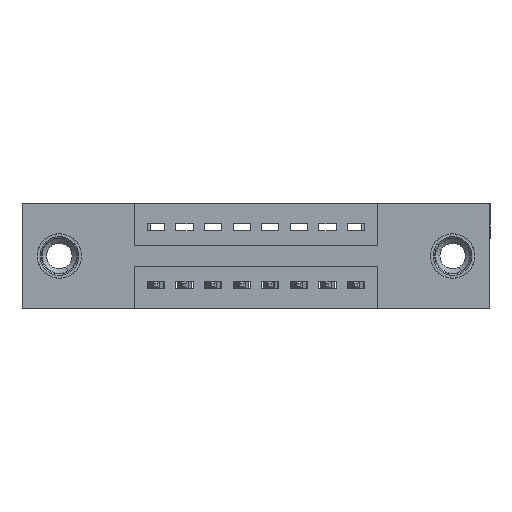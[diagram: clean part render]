
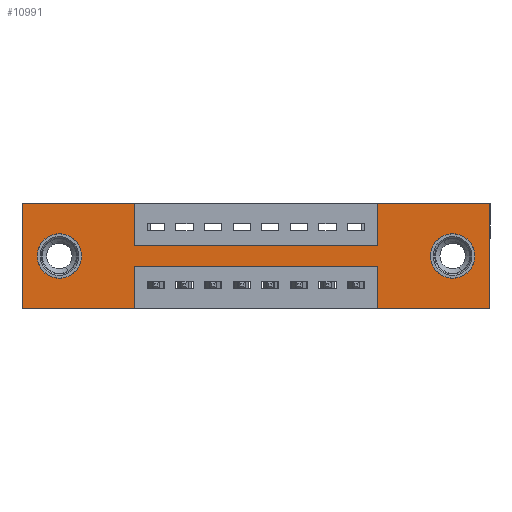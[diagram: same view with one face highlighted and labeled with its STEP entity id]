
A CAD part, front view. The second image highlights one B-rep face of the part: STEP entity #10991.
In plain terms, the highlighted planar face has unit normal (0, -1, 0).
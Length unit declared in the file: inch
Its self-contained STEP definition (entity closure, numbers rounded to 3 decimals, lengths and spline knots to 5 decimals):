
#14 = VERTEX_POINT ( 'NONE', #4855 ) ;
#54 = LINE ( 'NONE', #10287, #10533 ) ;
#185 = CARTESIAN_POINT ( 'NONE',  ( 0.13, 0., -0.185 ) ) ;
#519 = DIRECTION ( 'NONE',  ( 0., 0., -1. ) ) ;
#548 = LINE ( 'NONE', #2953, #7798 ) ;
#563 = DIRECTION ( 'NONE',  ( 0., 0., 1. ) ) ;
#644 = EDGE_CURVE ( 'NONE', #7904, #3546, #4610, .T. ) ;
#649 = VERTEX_POINT ( 'NONE', #5966 ) ;
#1035 = LINE ( 'NONE', #8059, #7184 ) ;
#1053 = EDGE_CURVE ( 'NONE', #9046, #649, #1377, .T. ) ;
#1160 = EDGE_CURVE ( 'NONE', #10048, #12702, #6742, .T. ) ;
#1203 = VECTOR ( 'NONE', #10416, 39.37008 ) ;
#1229 = ORIENTED_EDGE ( 'NONE', *, *, #4813, .F. ) ;
#1255 = ORIENTED_EDGE ( 'NONE', *, *, #3004, .F. ) ;
#1377 = CIRCLE ( 'NONE', #12624, 0.078 ) ;
#1506 = CARTESIAN_POINT ( 'NONE',  ( 0.3925, 0., -0.37 ) ) ;
#1582 = EDGE_CURVE ( 'NONE', #3995, #10826, #5215, .T. ) ;
#2147 = DIRECTION ( 'NONE',  ( 0., 1., 0. ) ) ;
#2159 = CARTESIAN_POINT ( 'NONE',  ( 1.505, 0., -0.263 ) ) ;
#2163 = VECTOR ( 'NONE', #7998, 39.37008 ) ;
#2174 = DIRECTION ( 'NONE',  ( 0., 0., -1. ) ) ;
#2222 = VECTOR ( 'NONE', #10200, 39.37008 ) ;
#2866 = LINE ( 'NONE', #1506, #1203 ) ;
#2953 = CARTESIAN_POINT ( 'NONE',  ( 0.3925, 0., 0. ) ) ;
#2977 = EDGE_CURVE ( 'NONE', #10628, #7186, #10429, .T. ) ;
#3004 = EDGE_CURVE ( 'NONE', #11070, #7904, #548, .T. ) ;
#3097 = DIRECTION ( 'NONE',  ( 0., 0., 1. ) ) ;
#3304 = PLANE ( 'NONE',  #5418 ) ;
#3389 = ORIENTED_EDGE ( 'NONE', *, *, #6830, .T. ) ;
#3469 = CARTESIAN_POINT ( 'NONE',  ( 1.2425, 0., 0. ) ) ;
#3546 = VERTEX_POINT ( 'NONE', #11975 ) ;
#3734 = DIRECTION ( 'NONE',  ( -1., 0., 0. ) ) ;
#3748 = DIRECTION ( 'NONE',  ( 0., 1., 0. ) ) ;
#3995 = VERTEX_POINT ( 'NONE', #3469 ) ;
#4085 = DIRECTION ( 'NONE',  ( -1., 0., 0. ) ) ;
#4144 = CARTESIAN_POINT ( 'NONE',  ( 0., 0., 0. ) ) ;
#4272 = CARTESIAN_POINT ( 'NONE',  ( 0., 0., 0. ) ) ;
#4285 = DIRECTION ( 'NONE',  ( 1., 0., 0. ) ) ;
#4329 = VECTOR ( 'NONE', #9641, 39.37008 ) ;
#4340 = LINE ( 'NONE', #5511, #11921 ) ;
#4371 = FACE_BOUND ( 'NONE', #10685, .T. ) ;
#4398 = ORIENTED_EDGE ( 'NONE', *, *, #2977, .T. ) ;
#4572 = VECTOR ( 'NONE', #8119, 39.37008 ) ;
#4584 = ORIENTED_EDGE ( 'NONE', *, *, #11123, .F. ) ;
#4610 = LINE ( 'NONE', #8076, #2163 ) ;
#4813 = EDGE_CURVE ( 'NONE', #3546, #3995, #54, .T. ) ;
#4855 = CARTESIAN_POINT ( 'NONE',  ( 0.3925, 0., -0.37 ) ) ;
#4951 = AXIS2_PLACEMENT_3D ( 'NONE', #11712, #2147, #3097 ) ;
#5069 = DIRECTION ( 'NONE',  ( 0., 1., 0. ) ) ;
#5215 = LINE ( 'NONE', #8037, #4572 ) ;
#5262 = CARTESIAN_POINT ( 'NONE',  ( 0.3925, 0., -0.22 ) ) ;
#5418 = AXIS2_PLACEMENT_3D ( 'NONE', #9398, #12184, #519 ) ;
#5511 = CARTESIAN_POINT ( 'NONE',  ( 0., 0., -0.37 ) ) ;
#5566 = EDGE_CURVE ( 'NONE', #14, #6050, #4340, .T. ) ;
#5846 = DIRECTION ( 'NONE',  ( 0., 0., -1. ) ) ;
#5911 = CARTESIAN_POINT ( 'NONE',  ( 1.2425, 0., -0.37 ) ) ;
#5947 = EDGE_CURVE ( 'NONE', #10826, #9463, #6484, .T. ) ;
#5959 = ORIENTED_EDGE ( 'NONE', *, *, #5947, .F. ) ;
#5966 = CARTESIAN_POINT ( 'NONE',  ( 1.505, 0., -0.107 ) ) ;
#6050 = VERTEX_POINT ( 'NONE', #10934 ) ;
#6113 = CARTESIAN_POINT ( 'NONE',  ( 0.3925, 0., -0.22 ) ) ;
#6206 = CARTESIAN_POINT ( 'NONE',  ( 1.635, 0., 0. ) ) ;
#6347 = ORIENTED_EDGE ( 'NONE', *, *, #8509, .F. ) ;
#6484 = LINE ( 'NONE', #7641, #4329 ) ;
#6489 = ORIENTED_EDGE ( 'NONE', *, *, #9010, .F. ) ;
#6521 = ORIENTED_EDGE ( 'NONE', *, *, #9758, .F. ) ;
#6678 = FACE_BOUND ( 'NONE', #11528, .T. ) ;
#6742 = LINE ( 'NONE', #5911, #8616 ) ;
#6830 = EDGE_CURVE ( 'NONE', #7186, #10628, #10045, .T. ) ;
#7147 = DIRECTION ( 'NONE',  ( 0., 0., 1. ) ) ;
#7184 = VECTOR ( 'NONE', #10096, 39.37008 ) ;
#7185 = CARTESIAN_POINT ( 'NONE',  ( 0.13, 0., -0.107 ) ) ;
#7186 = VERTEX_POINT ( 'NONE', #7185 ) ;
#7620 = VECTOR ( 'NONE', #4085, 39.37008 ) ;
#7636 = ORIENTED_EDGE ( 'NONE', *, *, #1582, .F. ) ;
#7641 = CARTESIAN_POINT ( 'NONE',  ( 1.635, 0., 0. ) ) ;
#7798 = VECTOR ( 'NONE', #5846, 39.37008 ) ;
#7904 = VERTEX_POINT ( 'NONE', #8863 ) ;
#7998 = DIRECTION ( 'NONE',  ( 1., 0., 0. ) ) ;
#8037 = CARTESIAN_POINT ( 'NONE',  ( 0., 0., 0. ) ) ;
#8059 = CARTESIAN_POINT ( 'NONE',  ( 0., 0., -0.37 ) ) ;
#8076 = CARTESIAN_POINT ( 'NONE',  ( 0.3925, 0., -0.15 ) ) ;
#8086 = VECTOR ( 'NONE', #4285, 39.37008 ) ;
#8119 = DIRECTION ( 'NONE',  ( 1., 0., 0. ) ) ;
#8157 = CARTESIAN_POINT ( 'NONE',  ( 1.505, 0., -0.185 ) ) ;
#8509 = EDGE_CURVE ( 'NONE', #8642, #14, #2866, .T. ) ;
#8548 = ORIENTED_EDGE ( 'NONE', *, *, #11142, .T. ) ;
#8616 = VECTOR ( 'NONE', #9943, 39.37008 ) ;
#8642 = VERTEX_POINT ( 'NONE', #6113 ) ;
#8729 = CARTESIAN_POINT ( 'NONE',  ( 1.505, 0., -0.185 ) ) ;
#8863 = CARTESIAN_POINT ( 'NONE',  ( 0.3925, 0., -0.15 ) ) ;
#8927 = EDGE_LOOP ( 'NONE', ( #6347, #10992, #12259, #6489, #5959, #7636, #1229, #12378, #1255, #6521, #4584, #10111 ) ) ;
#9010 = EDGE_CURVE ( 'NONE', #9463, #10048, #1035, .T. ) ;
#9046 = VERTEX_POINT ( 'NONE', #2159 ) ;
#9162 = CIRCLE ( 'NONE', #10483, 0.078 ) ;
#9398 = CARTESIAN_POINT ( 'NONE',  ( 0., 0., -0.37 ) ) ;
#9463 = VERTEX_POINT ( 'NONE', #12760 ) ;
#9641 = DIRECTION ( 'NONE',  ( 0., 0., -1. ) ) ;
#9758 = EDGE_CURVE ( 'NONE', #11668, #11070, #11648, .T. ) ;
#9943 = DIRECTION ( 'NONE',  ( 0., 0., 1. ) ) ;
#10045 = CIRCLE ( 'NONE', #10199, 0.078 ) ;
#10048 = VERTEX_POINT ( 'NONE', #11481 ) ;
#10096 = DIRECTION ( 'NONE',  ( -1., 0., 0. ) ) ;
#10111 = ORIENTED_EDGE ( 'NONE', *, *, #5566, .F. ) ;
#10161 = DIRECTION ( 'NONE',  ( 0., 1., 0. ) ) ;
#10199 = AXIS2_PLACEMENT_3D ( 'NONE', #185, #5069, #7147 ) ;
#10200 = DIRECTION ( 'NONE',  ( 0., 0., 1. ) ) ;
#10287 = CARTESIAN_POINT ( 'NONE',  ( 1.2425, 0., 0. ) ) ;
#10416 = DIRECTION ( 'NONE',  ( 0., 0., -1. ) ) ;
#10429 = CIRCLE ( 'NONE', #4951, 0.078 ) ;
#10483 = AXIS2_PLACEMENT_3D ( 'NONE', #8157, #10161, #2174 ) ;
#10533 = VECTOR ( 'NONE', #563, 39.37008 ) ;
#10566 = CARTESIAN_POINT ( 'NONE',  ( 0.3925, 0., 0. ) ) ;
#10628 = VERTEX_POINT ( 'NONE', #10713 ) ;
#10632 = CARTESIAN_POINT ( 'NONE',  ( 1.2425, 0., -0.22 ) ) ;
#10685 = EDGE_LOOP ( 'NONE', ( #3389, #4398 ) ) ;
#10713 = CARTESIAN_POINT ( 'NONE',  ( 0.13, 0., -0.263 ) ) ;
#10826 = VERTEX_POINT ( 'NONE', #6206 ) ;
#10846 = EDGE_CURVE ( 'NONE', #12702, #8642, #11474, .T. ) ;
#10934 = CARTESIAN_POINT ( 'NONE',  ( 0., 0., -0.37 ) ) ;
#10991 = ADVANCED_FACE ( 'NONE', ( #6678, #4371, #11174 ), #3304, .T. ) ;
#10992 = ORIENTED_EDGE ( 'NONE', *, *, #10846, .F. ) ;
#11070 = VERTEX_POINT ( 'NONE', #10566 ) ;
#11123 = EDGE_CURVE ( 'NONE', #6050, #11668, #11790, .T. ) ;
#11142 = EDGE_CURVE ( 'NONE', #649, #9046, #9162, .T. ) ;
#11174 = FACE_OUTER_BOUND ( 'NONE', #8927, .T. ) ;
#11203 = CARTESIAN_POINT ( 'NONE',  ( 0., 0., 0. ) ) ;
#11211 = ORIENTED_EDGE ( 'NONE', *, *, #1053, .T. ) ;
#11474 = LINE ( 'NONE', #5262, #7620 ) ;
#11481 = CARTESIAN_POINT ( 'NONE',  ( 1.2425, 0., -0.37 ) ) ;
#11528 = EDGE_LOOP ( 'NONE', ( #8548, #11211 ) ) ;
#11648 = LINE ( 'NONE', #4144, #8086 ) ;
#11654 = DIRECTION ( 'NONE',  ( 0., 0., -1. ) ) ;
#11668 = VERTEX_POINT ( 'NONE', #11203 ) ;
#11712 = CARTESIAN_POINT ( 'NONE',  ( 0.13, 0., -0.185 ) ) ;
#11790 = LINE ( 'NONE', #4272, #2222 ) ;
#11921 = VECTOR ( 'NONE', #3734, 39.37008 ) ;
#11975 = CARTESIAN_POINT ( 'NONE',  ( 1.2425, 0., -0.15 ) ) ;
#12184 = DIRECTION ( 'NONE',  ( 0., -1., 0. ) ) ;
#12259 = ORIENTED_EDGE ( 'NONE', *, *, #1160, .F. ) ;
#12378 = ORIENTED_EDGE ( 'NONE', *, *, #644, .F. ) ;
#12624 = AXIS2_PLACEMENT_3D ( 'NONE', #8729, #3748, #11654 ) ;
#12702 = VERTEX_POINT ( 'NONE', #10632 ) ;
#12760 = CARTESIAN_POINT ( 'NONE',  ( 1.635, 0., -0.37 ) ) ;
